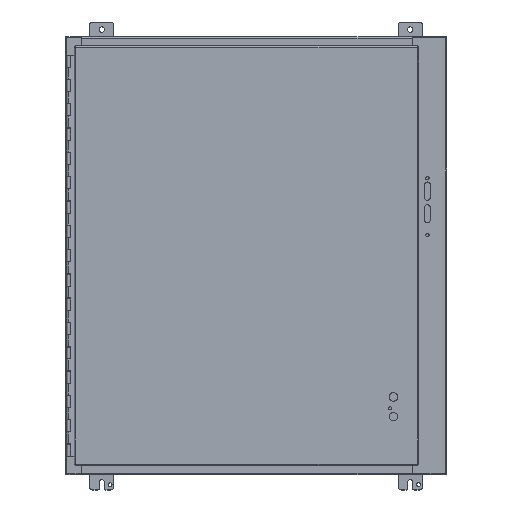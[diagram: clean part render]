
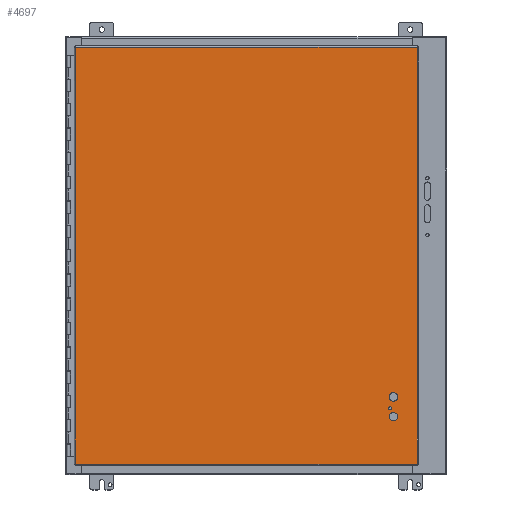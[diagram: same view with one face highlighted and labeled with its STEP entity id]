
A CAD part, top view. The second image highlights one B-rep face of the part: STEP entity #4697.
In plain terms, the highlighted planar face has unit normal (0, 0, 1).
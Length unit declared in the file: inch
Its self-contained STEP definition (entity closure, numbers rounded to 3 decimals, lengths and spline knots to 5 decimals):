
#3393=CARTESIAN_POINT('',(26.62125,4.,0.074));
#3394=VERTEX_POINT('',#3393);
#3395=CARTESIAN_POINT('',(26.26975,4.,0.074));
#3396=DIRECTION('',(0.0,0.0,-1.0));
#3397=DIRECTION('',(-1.0,0.0,0.0));
#3398=AXIS2_PLACEMENT_3D('',#3395,#3396,#3397);
#3399=CIRCLE('',#3398,0.3515);
#3400=EDGE_CURVE('',#3394,#3394,#3399,.T.);
#3421=CARTESIAN_POINT('',(26.62125,5.625,0.074));
#3422=VERTEX_POINT('',#3421);
#3423=CARTESIAN_POINT('',(26.26975,5.625,0.074));
#3424=DIRECTION('',(0.0,0.0,-1.0));
#3425=DIRECTION('',(-1.0,0.0,0.0));
#3426=AXIS2_PLACEMENT_3D('',#3423,#3424,#3425);
#3427=CIRCLE('',#3426,0.3515);
#3428=EDGE_CURVE('',#3422,#3422,#3427,.T.);
#3449=CARTESIAN_POINT('',(26.14475,4.688,0.074));
#3450=VERTEX_POINT('',#3449);
#3451=CARTESIAN_POINT('',(26.01975,4.688,0.074));
#3452=DIRECTION('',(0.0,0.0,-1.0));
#3453=DIRECTION('',(-1.0,0.0,0.0));
#3454=AXIS2_PLACEMENT_3D('',#3451,#3452,#3453);
#3455=CIRCLE('',#3454,0.125);
#3456=EDGE_CURVE('',#3450,#3450,#3455,.T.);
#3675=CARTESIAN_POINT('',(28.2385,34.39475,0.074));
#3676=VERTEX_POINT('',#3675);
#3687=CARTESIAN_POINT('',(28.2385,0.10525,0.074));
#3688=VERTEX_POINT('',#3687);
#3689=CARTESIAN_POINT('',(28.2385,0.10525,0.074));
#3690=DIRECTION('',(0.0,1.0,0.0));
#3691=VECTOR('',#3690,34.2895);
#3692=LINE('',#3689,#3691);
#3693=EDGE_CURVE('',#3688,#3676,#3692,.T.);
#3955=CARTESIAN_POINT('',(0.10525,34.39475,0.074));
#3956=VERTEX_POINT('',#3955);
#3967=CARTESIAN_POINT('',(28.2385,34.39475,0.074));
#3968=DIRECTION('',(-1.0,0.0,0.0));
#3969=VECTOR('',#3968,28.13325);
#3970=LINE('',#3967,#3969);
#3971=EDGE_CURVE('',#3676,#3956,#3970,.T.);
#4226=CARTESIAN_POINT('',(0.10525,0.10525,0.074));
#4227=VERTEX_POINT('',#4226);
#4238=CARTESIAN_POINT('',(0.10525,34.39475,0.074));
#4239=DIRECTION('',(0.0,-1.0,0.0));
#4240=VECTOR('',#4239,34.2895);
#4241=LINE('',#4238,#4240);
#4242=EDGE_CURVE('',#3956,#4227,#4241,.T.);
#4440=CARTESIAN_POINT('',(0.10525,0.10525,0.074));
#4441=DIRECTION('',(1.0,0.0,0.0));
#4442=VECTOR('',#4441,28.13325);
#4443=LINE('',#4440,#4442);
#4444=EDGE_CURVE('',#4227,#3688,#4443,.T.);
#4677=CARTESIAN_POINT('',(14.17187,17.25,0.074));
#4678=DIRECTION('',(0.0,0.0,1.0));
#4679=DIRECTION('',(1.0,0.0,0.0));
#4680=AXIS2_PLACEMENT_3D('',#4677,#4678,#4679);
#4681=PLANE('',#4680);
#4682=ORIENTED_EDGE('',*,*,#3693,.T.);
#4683=ORIENTED_EDGE('',*,*,#3971,.T.);
#4684=ORIENTED_EDGE('',*,*,#4242,.T.);
#4685=ORIENTED_EDGE('',*,*,#4444,.T.);
#4686=EDGE_LOOP('',(#4682,#4683,#4684,#4685));
#4687=FACE_OUTER_BOUND('',#4686,.T.);
#4688=ORIENTED_EDGE('',*,*,#3400,.T.);
#4689=EDGE_LOOP('',(#4688));
#4690=FACE_BOUND('',#4689,.T.);
#4691=ORIENTED_EDGE('',*,*,#3428,.T.);
#4692=EDGE_LOOP('',(#4691));
#4693=FACE_BOUND('',#4692,.T.);
#4694=ORIENTED_EDGE('',*,*,#3456,.T.);
#4695=EDGE_LOOP('',(#4694));
#4696=FACE_BOUND('',#4695,.T.);
#4697=ADVANCED_FACE('',(#4687,#4690,#4693,#4696),#4681,.T.);
